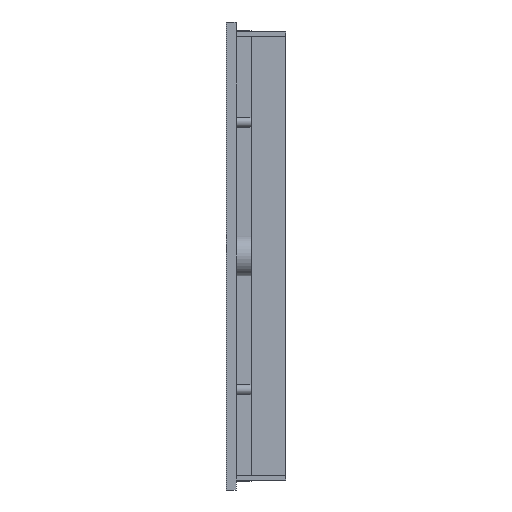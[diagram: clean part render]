
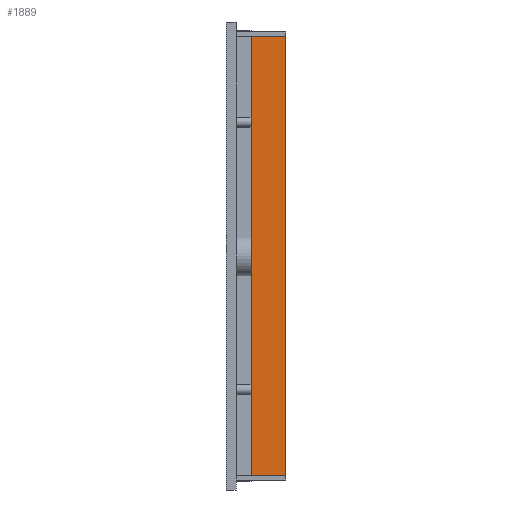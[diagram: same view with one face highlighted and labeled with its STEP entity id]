
A CAD part, left-side view. The second image highlights one B-rep face of the part: STEP entity #1889.
In plain terms, the highlighted planar face has unit normal (-1, 0, 0).
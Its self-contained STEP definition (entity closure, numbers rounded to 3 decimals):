
#530=DIRECTION('',(0.,-1.,0.));
#531=VECTOR('',#530,7.);
#532=CARTESIAN_POINT('',(-23.5,-3.,-44.25));
#533=LINE('',#532,#531);
#534=DIRECTION('',(0.,1.,0.));
#535=VECTOR('',#534,7.);
#536=CARTESIAN_POINT('',(-23.5,-10.,44.25));
#537=LINE('',#536,#535);
#538=DIRECTION('',(0.,0.,1.));
#539=VECTOR('',#538,88.5);
#540=CARTESIAN_POINT('',(-23.5,-10.,-44.25));
#541=LINE('',#540,#539);
#546=DIRECTION('',(0.,0.,1.));
#547=VECTOR('',#546,88.5);
#548=CARTESIAN_POINT('',(-23.5,-3.,-44.25));
#549=LINE('',#548,#547);
#1073=CARTESIAN_POINT('',(-23.5,-3.,44.25));
#1074=VERTEX_POINT('',#1073);
#1079=CARTESIAN_POINT('',(-23.5,-3.,-44.25));
#1080=VERTEX_POINT('',#1079);
#1081=CARTESIAN_POINT('',(-23.5,-10.,44.25));
#1082=VERTEX_POINT('',#1081);
#1083=CARTESIAN_POINT('',(-23.5,-10.,-44.25));
#1084=VERTEX_POINT('',#1083);
#1877=CARTESIAN_POINT('',(-23.5,-11.302,54.601));
#1878=DIRECTION('',(-1.,0.,0.));
#1879=DIRECTION('',(0.,1.,0.));
#1880=AXIS2_PLACEMENT_3D('',#1877,#1878,#1879);
#1881=PLANE('',#1880);
#1882=ORIENTED_EDGE('',*,*,#1667,.F.);
#1884=ORIENTED_EDGE('',*,*,#1883,.T.);
#1885=ORIENTED_EDGE('',*,*,#1867,.F.);
#1886=ORIENTED_EDGE('',*,*,#1689,.F.);
#1887=EDGE_LOOP('',(#1882,#1884,#1885,#1886));
#1888=FACE_OUTER_BOUND('',#1887,.F.);
#1889=ADVANCED_FACE('',(#1888),#1881,.T.);
#1667=EDGE_CURVE('',#1080,#1084,#533,.T.);
#1689=EDGE_CURVE('',#1084,#1082,#541,.T.);
#1867=EDGE_CURVE('',#1082,#1074,#537,.T.);
#1883=EDGE_CURVE('',#1080,#1074,#549,.T.);
